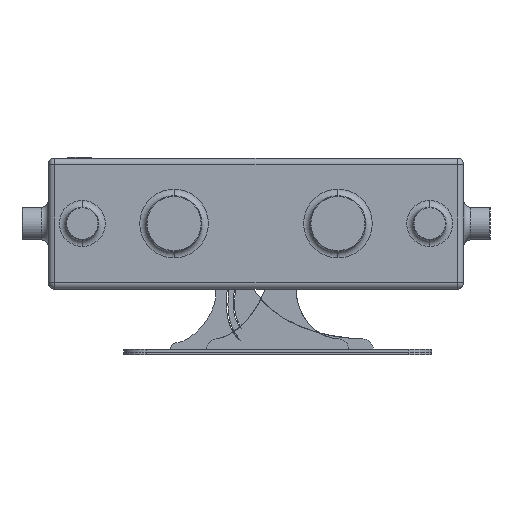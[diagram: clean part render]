
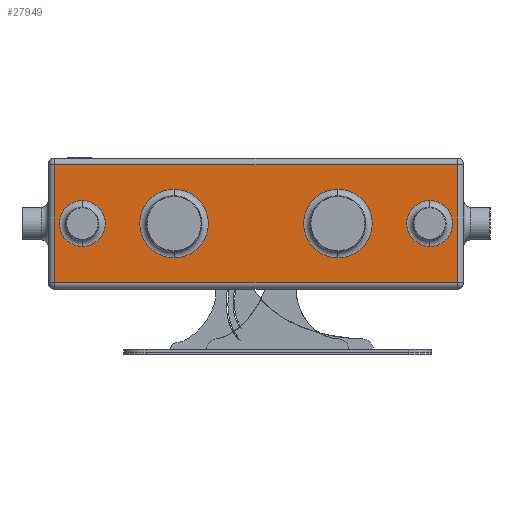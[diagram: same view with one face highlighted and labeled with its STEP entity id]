
A CAD part, left-side view. The second image highlights one B-rep face of the part: STEP entity #27949.
In plain terms, the highlighted planar face has unit normal (-1, 0, 0).
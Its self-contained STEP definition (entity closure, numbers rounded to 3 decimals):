
#124 = EDGE_CURVE ( 'NONE', #29316, #856, #32543, .T. ) ;
#187 = EDGE_LOOP ( 'NONE', ( #5049, #31416 ) ) ;
#703 = FACE_BOUND ( 'NONE', #29808, .T. ) ;
#856 = VERTEX_POINT ( 'NONE', #29896 ) ;
#1020 = ORIENTED_EDGE ( 'NONE', *, *, #33649, .T. ) ;
#1087 = CIRCLE ( 'NONE', #16892, 17.5 ) ;
#1150 = VECTOR ( 'NONE', #33584, 1000. ) ;
#1410 = AXIS2_PLACEMENT_3D ( 'NONE', #18053, #15289, #23270 ) ;
#1724 = CIRCLE ( 'NONE', #18139, 26.2 ) ;
#1755 = AXIS2_PLACEMENT_3D ( 'NONE', #7958, #28943, #31450 ) ;
#2834 = CARTESIAN_POINT ( 'NONE',  ( -50., -158.5, 45. ) ) ;
#3049 = EDGE_LOOP ( 'NONE', ( #1020, #18731, #27867, #31283 ) ) ;
#3336 = CARTESIAN_POINT ( 'NONE',  ( -50., 62.5, 0. ) ) ;
#3685 = CARTESIAN_POINT ( 'NONE',  ( -50., 62.5, -26.2 ) ) ;
#3835 = CIRCLE ( 'NONE', #8050, 26.2 ) ;
#4000 = EDGE_CURVE ( 'NONE', #15150, #18823, #16032, .T. ) ;
#4757 = FACE_OUTER_BOUND ( 'NONE', #3049, .T. ) ;
#5024 = CARTESIAN_POINT ( 'NONE',  ( -50., 132.5, 17.5 ) ) ;
#5049 = ORIENTED_EDGE ( 'NONE', *, *, #8323, .T. ) ;
#5050 = VERTEX_POINT ( 'NONE', #3685 ) ;
#5514 = EDGE_CURVE ( 'NONE', #856, #28547, #31035, .T. ) ;
#5846 = VECTOR ( 'NONE', #13677, 1000. ) ;
#6551 = VECTOR ( 'NONE', #7590, 1000. ) ;
#6610 = PLANE ( 'NONE',  #8894 ) ;
#6687 = CARTESIAN_POINT ( 'NONE',  ( -50., -132.5, 0. ) ) ;
#6935 = VERTEX_POINT ( 'NONE', #7772 ) ;
#7051 = DIRECTION ( 'NONE',  ( 0., 0., -1. ) ) ;
#7590 = DIRECTION ( 'NONE',  ( 0., 0., -1. ) ) ;
#7772 = CARTESIAN_POINT ( 'NONE',  ( -50., -62.5, -26.2 ) ) ;
#7958 = CARTESIAN_POINT ( 'NONE',  ( -50., 62.5, 0. ) ) ;
#8050 = AXIS2_PLACEMENT_3D ( 'NONE', #16467, #26524, #29140 ) ;
#8089 = DIRECTION ( 'NONE',  ( 0., 0., -1. ) ) ;
#8112 = CARTESIAN_POINT ( 'NONE',  ( -50., -153.5, -45. ) ) ;
#8323 = EDGE_CURVE ( 'NONE', #5050, #28016, #26968, .T. ) ;
#8894 = AXIS2_PLACEMENT_3D ( 'NONE', #14603, #23094, #10882 ) ;
#10375 = DIRECTION ( 'NONE',  ( 0., 0., -1. ) ) ;
#10882 = DIRECTION ( 'NONE',  ( 0., 0., -1. ) ) ;
#12015 = AXIS2_PLACEMENT_3D ( 'NONE', #6687, #19495, #14227 ) ;
#12109 = CARTESIAN_POINT ( 'NONE',  ( -50., 132.5, 0. ) ) ;
#12133 = EDGE_CURVE ( 'NONE', #6935, #26284, #1724, .T. ) ;
#12156 = AXIS2_PLACEMENT_3D ( 'NONE', #3336, #26799, #21701 ) ;
#12537 = CARTESIAN_POINT ( 'NONE',  ( -50., -132.5, -17.5 ) ) ;
#13483 = ORIENTED_EDGE ( 'NONE', *, *, #12133, .T. ) ;
#13677 = DIRECTION ( 'NONE',  ( 0., -1., 0. ) ) ;
#14227 = DIRECTION ( 'NONE',  ( 0., 0., -1. ) ) ;
#14603 = CARTESIAN_POINT ( 'NONE',  ( -50., -158.5, 50. ) ) ;
#14652 = EDGE_LOOP ( 'NONE', ( #13483, #19938 ) ) ;
#15150 = VERTEX_POINT ( 'NONE', #15714 ) ;
#15289 = DIRECTION ( 'NONE',  ( 1., 0., 0. ) ) ;
#15714 = CARTESIAN_POINT ( 'NONE',  ( -50., -132.5, 17.5 ) ) ;
#15995 = VERTEX_POINT ( 'NONE', #5024 ) ;
#16032 = CIRCLE ( 'NONE', #12015, 17.5 ) ;
#16467 = CARTESIAN_POINT ( 'NONE',  ( -50., -62.5, 0. ) ) ;
#16892 = AXIS2_PLACEMENT_3D ( 'NONE', #18327, #25934, #10375 ) ;
#17120 = ORIENTED_EDGE ( 'NONE', *, *, #4000, .T. ) ;
#17316 = LINE ( 'NONE', #2834, #1150 ) ;
#17697 = DIRECTION ( 'NONE',  ( 1., 0., 0. ) ) ;
#18053 = CARTESIAN_POINT ( 'NONE',  ( -50., -132.5, 0. ) ) ;
#18139 = AXIS2_PLACEMENT_3D ( 'NONE', #18305, #18413, #8089 ) ;
#18305 = CARTESIAN_POINT ( 'NONE',  ( -50., -62.5, 0. ) ) ;
#18327 = CARTESIAN_POINT ( 'NONE',  ( -50., 132.5, 0. ) ) ;
#18413 = DIRECTION ( 'NONE',  ( 1., 0., 0. ) ) ;
#18731 = ORIENTED_EDGE ( 'NONE', *, *, #124, .T. ) ;
#18823 = VERTEX_POINT ( 'NONE', #12537 ) ;
#19495 = DIRECTION ( 'NONE',  ( 1., 0., 0. ) ) ;
#19938 = ORIENTED_EDGE ( 'NONE', *, *, #29522, .T. ) ;
#20533 = EDGE_CURVE ( 'NONE', #15995, #31856, #22680, .T. ) ;
#21138 = EDGE_CURVE ( 'NONE', #28016, #5050, #29539, .T. ) ;
#21180 = CARTESIAN_POINT ( 'NONE',  ( -50., 132.5, -17.5 ) ) ;
#21701 = DIRECTION ( 'NONE',  ( 0., 0., -1. ) ) ;
#21824 = EDGE_LOOP ( 'NONE', ( #22330, #17120 ) ) ;
#22330 = ORIENTED_EDGE ( 'NONE', *, *, #22724, .T. ) ;
#22414 = VECTOR ( 'NONE', #24131, 1000. ) ;
#22680 = CIRCLE ( 'NONE', #23296, 17.5 ) ;
#22724 = EDGE_CURVE ( 'NONE', #18823, #15150, #23378, .T. ) ;
#22738 = ORIENTED_EDGE ( 'NONE', *, *, #20533, .T. ) ;
#23094 = DIRECTION ( 'NONE',  ( 1., 0., 0. ) ) ;
#23122 = CARTESIAN_POINT ( 'NONE',  ( -50., -153.5, 50. ) ) ;
#23270 = DIRECTION ( 'NONE',  ( 0., 0., -1. ) ) ;
#23296 = AXIS2_PLACEMENT_3D ( 'NONE', #12109, #17697, #7051 ) ;
#23378 = CIRCLE ( 'NONE', #1410, 17.5 ) ;
#23747 = EDGE_CURVE ( 'NONE', #28547, #27707, #29331, .T. ) ;
#24131 = DIRECTION ( 'NONE',  ( 0., 0., 1. ) ) ;
#25179 = CARTESIAN_POINT ( 'NONE',  ( -50., 153.5, 45. ) ) ;
#25934 = DIRECTION ( 'NONE',  ( 1., 0., 0. ) ) ;
#26284 = VERTEX_POINT ( 'NONE', #26734 ) ;
#26524 = DIRECTION ( 'NONE',  ( 1., 0., 0. ) ) ;
#26734 = CARTESIAN_POINT ( 'NONE',  ( -50., -62.5, 26.2 ) ) ;
#26799 = DIRECTION ( 'NONE',  ( 1., 0., 0. ) ) ;
#26962 = CARTESIAN_POINT ( 'NONE',  ( -50., 62.5, 26.2 ) ) ;
#26968 = CIRCLE ( 'NONE', #1755, 26.2 ) ;
#27707 = VERTEX_POINT ( 'NONE', #32480 ) ;
#27857 = FACE_BOUND ( 'NONE', #21824, .T. ) ;
#27867 = ORIENTED_EDGE ( 'NONE', *, *, #5514, .T. ) ;
#27949 = ADVANCED_FACE ( 'NONE', ( #4757, #30705, #29867, #703, #27857 ), #6610, .F. ) ;
#28016 = VERTEX_POINT ( 'NONE', #26962 ) ;
#28381 = EDGE_CURVE ( 'NONE', #31856, #15995, #1087, .T. ) ;
#28547 = VERTEX_POINT ( 'NONE', #8112 ) ;
#28943 = DIRECTION ( 'NONE',  ( 1., 0., 0. ) ) ;
#29140 = DIRECTION ( 'NONE',  ( 0., 0., -1. ) ) ;
#29264 = CARTESIAN_POINT ( 'NONE',  ( -50., -158.5, -45. ) ) ;
#29316 = VERTEX_POINT ( 'NONE', #25179 ) ;
#29331 = LINE ( 'NONE', #23122, #22414 ) ;
#29522 = EDGE_CURVE ( 'NONE', #26284, #6935, #3835, .T. ) ;
#29539 = CIRCLE ( 'NONE', #12156, 26.2 ) ;
#29808 = EDGE_LOOP ( 'NONE', ( #30796, #22738 ) ) ;
#29867 = FACE_BOUND ( 'NONE', #14652, .T. ) ;
#29896 = CARTESIAN_POINT ( 'NONE',  ( -50., 153.5, -45. ) ) ;
#30705 = FACE_BOUND ( 'NONE', #187, .T. ) ;
#30796 = ORIENTED_EDGE ( 'NONE', *, *, #28381, .T. ) ;
#31035 = LINE ( 'NONE', #29264, #5846 ) ;
#31080 = CARTESIAN_POINT ( 'NONE',  ( -50., 153.5, 50. ) ) ;
#31283 = ORIENTED_EDGE ( 'NONE', *, *, #23747, .T. ) ;
#31416 = ORIENTED_EDGE ( 'NONE', *, *, #21138, .T. ) ;
#31450 = DIRECTION ( 'NONE',  ( 0., 0., -1. ) ) ;
#31856 = VERTEX_POINT ( 'NONE', #21180 ) ;
#32480 = CARTESIAN_POINT ( 'NONE',  ( -50., -153.5, 45. ) ) ;
#32543 = LINE ( 'NONE', #31080, #6551 ) ;
#33584 = DIRECTION ( 'NONE',  ( 0., 1., 0. ) ) ;
#33649 = EDGE_CURVE ( 'NONE', #27707, #29316, #17316, .T. ) ;
